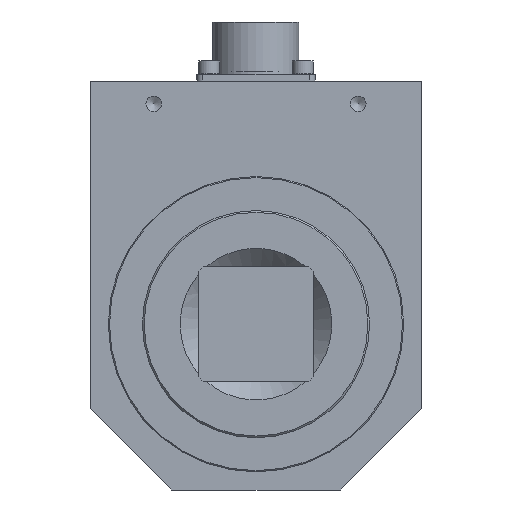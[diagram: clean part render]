
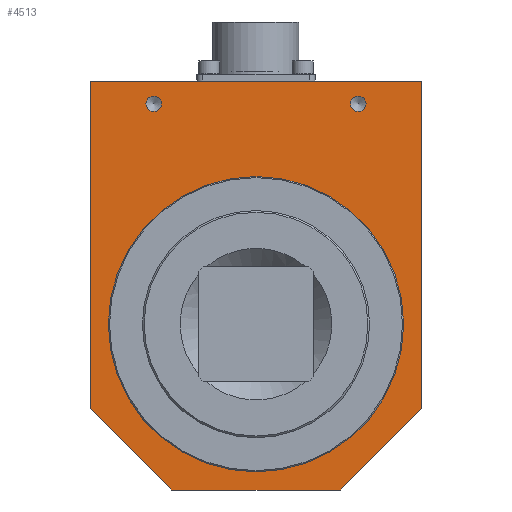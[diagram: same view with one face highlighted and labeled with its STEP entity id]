
A CAD part, left-side view. The second image highlights one B-rep face of the part: STEP entity #4513.
In plain terms, the highlighted planar face has unit normal (-1, 0, 0).
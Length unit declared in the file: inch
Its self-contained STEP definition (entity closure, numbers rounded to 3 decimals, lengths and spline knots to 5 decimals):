
#774=CARTESIAN_POINT('',(-0.865,-0.19882,2.27382));
#775=VERTEX_POINT('',#774);
#776=CARTESIAN_POINT('',(-0.865,-0.19882,2.20646));
#777=DIRECTION('',(1.0,0.0,0.0));
#778=DIRECTION('',(0.0,0.0,-1.0));
#779=AXIS2_PLACEMENT_3D('',#776,#777,#778);
#780=CIRCLE('',#779,0.06736);
#781=EDGE_CURVE('',#775,#775,#780,.T.);
#885=CARTESIAN_POINT('',(-0.865,1.57283,2.27382));
#886=VERTEX_POINT('',#885);
#887=CARTESIAN_POINT('',(-0.865,1.57283,2.20646));
#888=DIRECTION('',(1.0,0.0,0.0));
#889=DIRECTION('',(0.0,0.0,-1.0));
#890=AXIS2_PLACEMENT_3D('',#887,#888,#889);
#891=CIRCLE('',#890,0.06736);
#892=EDGE_CURVE('',#886,#886,#891,.T.);
#1724=CARTESIAN_POINT('',(-0.865,0.68701,1.57654));
#1725=VERTEX_POINT('',#1724);
#1726=CARTESIAN_POINT('',(-0.865,0.68701,0.29701));
#1727=DIRECTION('',(1.0,0.0,0.0));
#1728=DIRECTION('',(0.0,0.0,-1.0));
#1729=AXIS2_PLACEMENT_3D('',#1726,#1727,#1728);
#1730=CIRCLE('',#1729,1.27953);
#1731=EDGE_CURVE('',#1725,#1725,#1730,.T.);
#4383=CARTESIAN_POINT('',(-0.865,1.41535,-1.14));
#4384=VERTEX_POINT('',#4383);
#4392=CARTESIAN_POINT('',(-0.865,-0.04134,-1.14));
#4393=VERTEX_POINT('',#4392);
#4400=CARTESIAN_POINT('',(-0.865,1.41535,-1.14));
#4401=DIRECTION('',(0.0,-1.0,0.0));
#4402=VECTOR('',#4401,1.45669);
#4403=LINE('',#4400,#4402);
#4404=EDGE_CURVE('',#4384,#4393,#4403,.T.);
#4423=CARTESIAN_POINT('',(-0.865,-0.75,-0.43134));
#4424=VERTEX_POINT('',#4423);
#4432=CARTESIAN_POINT('',(-0.865,-0.75,2.40331));
#4433=VERTEX_POINT('',#4432);
#4440=CARTESIAN_POINT('',(-0.865,-0.75,-0.43134));
#4441=DIRECTION('',(0.0,0.0,1.0));
#4442=VECTOR('',#4441,2.83465);
#4443=LINE('',#4440,#4442);
#4444=EDGE_CURVE('',#4424,#4433,#4443,.T.);
#4462=CARTESIAN_POINT('',(-0.865,-0.75,-0.43134));
#4463=DIRECTION('',(0.0,0.707,-0.707));
#4464=VECTOR('',#4463,1.0022);
#4465=LINE('',#4462,#4464);
#4466=EDGE_CURVE('',#4424,#4393,#4465,.T.);
#4472=CARTESIAN_POINT('',(-0.865,0.68701,0.39543));
#4473=DIRECTION('',(1.0,0.0,0.0));
#4474=DIRECTION('',(0.0,0.0,-1.0));
#4475=AXIS2_PLACEMENT_3D('',#4472,#4473,#4474);
#4476=PLANE('',#4475);
#4477=CARTESIAN_POINT('',(-0.865,2.12402,-0.43134));
#4478=VERTEX_POINT('',#4477);
#4479=CARTESIAN_POINT('',(-0.865,1.41535,-1.14));
#4480=DIRECTION('',(0.0,0.707,0.707));
#4481=VECTOR('',#4480,1.0022);
#4482=LINE('',#4479,#4481);
#4483=EDGE_CURVE('',#4384,#4478,#4482,.T.);
#4484=ORIENTED_EDGE('',*,*,#4483,.F.);
#4485=ORIENTED_EDGE('',*,*,#4404,.T.);
#4486=ORIENTED_EDGE('',*,*,#4466,.F.);
#4487=ORIENTED_EDGE('',*,*,#4444,.T.);
#4488=CARTESIAN_POINT('',(-0.865,2.12402,2.40331));
#4489=VERTEX_POINT('',#4488);
#4490=CARTESIAN_POINT('',(-0.865,2.12402,2.40331));
#4491=DIRECTION('',(0.0,-1.0,0.0));
#4492=VECTOR('',#4491,2.87402);
#4493=LINE('',#4490,#4492);
#4494=EDGE_CURVE('',#4489,#4433,#4493,.T.);
#4495=ORIENTED_EDGE('',*,*,#4494,.F.);
#4496=CARTESIAN_POINT('',(-0.865,2.12402,2.40331));
#4497=DIRECTION('',(0.0,0.0,-1.0));
#4498=VECTOR('',#4497,2.83465);
#4499=LINE('',#4496,#4498);
#4500=EDGE_CURVE('',#4489,#4478,#4499,.T.);
#4501=ORIENTED_EDGE('',*,*,#4500,.T.);
#4502=EDGE_LOOP('',(#4484,#4485,#4486,#4487,#4495,#4501));
#4503=FACE_OUTER_BOUND('',#4502,.T.);
#4504=ORIENTED_EDGE('',*,*,#892,.T.);
#4505=EDGE_LOOP('',(#4504));
#4506=FACE_BOUND('',#4505,.T.);
#4507=ORIENTED_EDGE('',*,*,#781,.T.);
#4508=EDGE_LOOP('',(#4507));
#4509=FACE_BOUND('',#4508,.T.);
#4510=ORIENTED_EDGE('',*,*,#1731,.T.);
#4511=EDGE_LOOP('',(#4510));
#4512=FACE_BOUND('',#4511,.T.);
#4513=ADVANCED_FACE('',(#4503,#4506,#4509,#4512),#4476,.F.);
